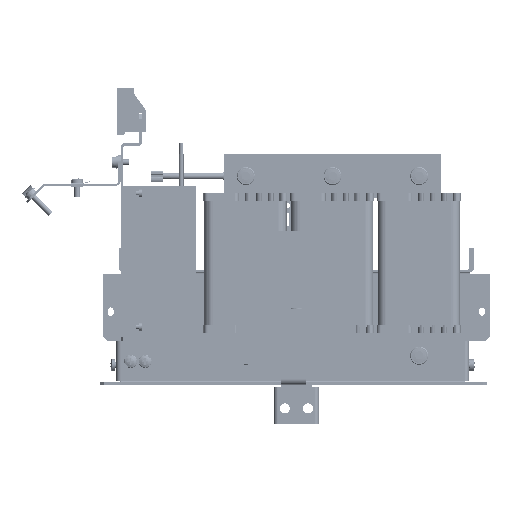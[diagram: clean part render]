
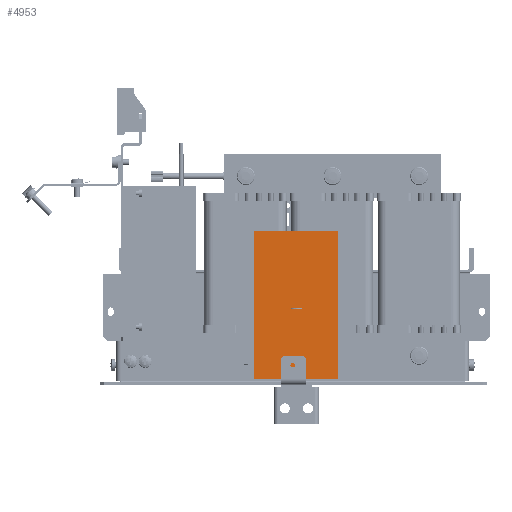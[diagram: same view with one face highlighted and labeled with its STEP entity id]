
A CAD part, front view. The second image highlights one B-rep face of the part: STEP entity #4953.
In plain terms, the highlighted planar face has unit normal (0, -1, 0).
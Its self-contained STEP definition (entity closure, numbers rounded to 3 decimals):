
#4953 = ADVANCED_FACE( '', ( #10537 ), #10538, .T. );
#10537 = FACE_OUTER_BOUND( '', #20460, .T. );
#10538 = PLANE( '', #20461 );
#20460 = EDGE_LOOP( '', ( #36566, #36567, #36568, #36569 ) );
#20461 = AXIS2_PLACEMENT_3D( '', #36570, #36571, #36572 );
#36566 = ORIENTED_EDGE( '', *, *, #73362, .F. );
#36567 = ORIENTED_EDGE( '', *, *, #73367, .T. );
#36568 = ORIENTED_EDGE( '', *, *, #73368, .T. );
#36569 = ORIENTED_EDGE( '', *, *, #73341, .T. );
#36570 = CARTESIAN_POINT( '', ( -41.5, -50., -51. ) );
#36571 = DIRECTION( '', ( 0., -1., 0. ) );
#36572 = DIRECTION( '', ( 0., 0., -1. ) );
#73341 = EDGE_CURVE( '', #85863, #85861, #85864, .T. );
#73362 = EDGE_CURVE( '', #85898, #85861, #85899, .T. );
#73367 = EDGE_CURVE( '', #85898, #85907, #85908, .T. );
#73368 = EDGE_CURVE( '', #85907, #85863, #85909, .T. );
#85861 = VERTEX_POINT( '', #106033 );
#85863 = VERTEX_POINT( '', #106036 );
#85864 = LINE( '', #106037, #106038 );
#85898 = VERTEX_POINT( '', #106091 );
#85899 = LINE( '', #106092, #106093 );
#85907 = VERTEX_POINT( '', #106105 );
#85908 = LINE( '', #106106, #106107 );
#85909 = LINE( '', #106108, #106109 );
#106033 = CARTESIAN_POINT( '', ( 29., -50., -51. ) );
#106036 = CARTESIAN_POINT( '', ( -29., -50., -51. ) );
#106037 = CARTESIAN_POINT( '', ( -41.5, -50., -51. ) );
#106038 = VECTOR( '', #148089, 1000. );
#106091 = CARTESIAN_POINT( '', ( 29., -50., 51. ) );
#106092 = CARTESIAN_POINT( '', ( 29., -50., -51. ) );
#106093 = VECTOR( '', #148112, 1000. );
#106105 = CARTESIAN_POINT( '', ( -29., -50., 51. ) );
#106106 = CARTESIAN_POINT( '', ( 41.5, -50., 51. ) );
#106107 = VECTOR( '', #148117, 1000. );
#106108 = CARTESIAN_POINT( '', ( -29., -50., -51. ) );
#106109 = VECTOR( '', #148118, 1000. );
#148089 = DIRECTION( '', ( 1., 0., 0. ) );
#148112 = DIRECTION( '', ( 0., 0., -1. ) );
#148117 = DIRECTION( '', ( -1., 0., 0. ) );
#148118 = DIRECTION( '', ( 0., 0., -1. ) );
